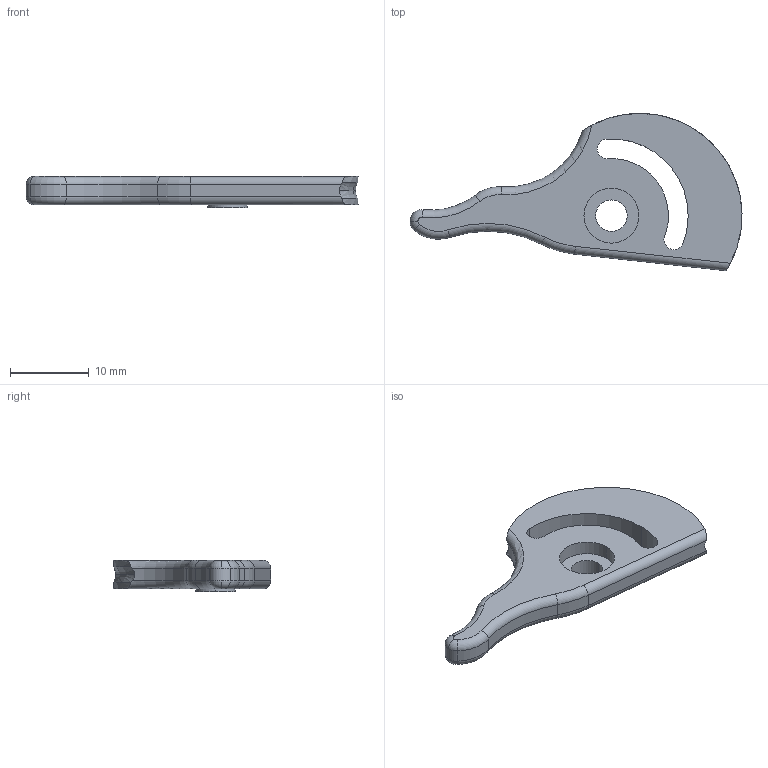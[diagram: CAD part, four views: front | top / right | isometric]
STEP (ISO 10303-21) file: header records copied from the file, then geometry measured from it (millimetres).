
FILE_DESCRIPTION (( 'STEP AP214' ), '1' );
FILE_NAME ('levier_epaule.STEP', '2023-06-08T04:54:03', ( '' ), ( '' ), 'SwSTEP 2.0', 'SolidWorks 2022', '' );
FILE_SCHEMA (( 'AUTOMOTIVE_DESIGN' ));
Length unit declared in the file: millimetre
Products named in the file (1): levier_epaule
Bounding box: 42.2 x 19.99 x 3.95 mm (x, y, z)
Volume: 1430.6 mm3; surface area: 1384.4 mm2
Topology: 1 solids, 1 shells, 46 faces, 112 edges, 70 vertices
Faces by surface type: cylinder 23, torus 18, plane 5
Entity records: 1459 total; most frequent: CARTESIAN_POINT 289, DIRECTION 271, ORIENTED_EDGE 224, AXIS2_PLACEMENT_3D 124, EDGE_CURVE 112, CIRCLE 77, VERTEX_POINT 70, EDGE_LOOP 52
